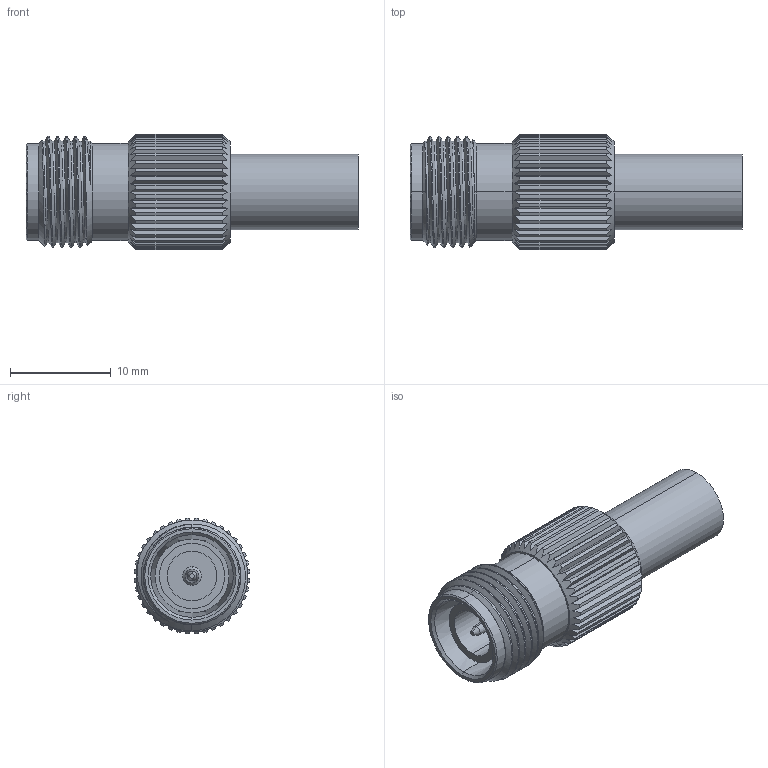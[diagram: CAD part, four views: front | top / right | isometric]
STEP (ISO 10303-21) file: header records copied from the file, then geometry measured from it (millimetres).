
FILE_DESCRIPTION (( 'STEP AP203' ), '1' );
FILE_NAME ('PE44671.step', '2019-08-21T20:36:27', ( '' ), ( '' ), 'SwSTEP 2.0', 'SolidWorks 2018', '' );
FILE_SCHEMA (( 'CONFIG_CONTROL_DESIGN' ));
Length unit declared in the file: inch
Products named in the file (1): PE44671
Bounding box: 33.02 x 11.49 x 11.49 mm (x, y, z)
Volume: 1704.8 mm3; surface area: 2497.7 mm2
Topology: 2 solids, 2 shells, 189 faces, 509 edges, 333 vertices
Faces by surface type: plane 93, cylinder 70, cone 23, bspline 3
Entity records: 7554 total; most frequent: CARTESIAN_POINT 3006, ORIENTED_EDGE 1018, DIRECTION 836, EDGE_CURVE 509, VERTEX_POINT 333, AXIS2_PLACEMENT_3D 332, EDGE_LOOP 200, ADVANCED_FACE 189
